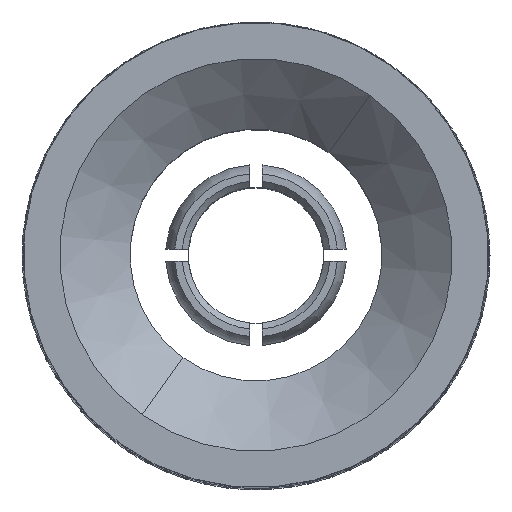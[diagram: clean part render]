
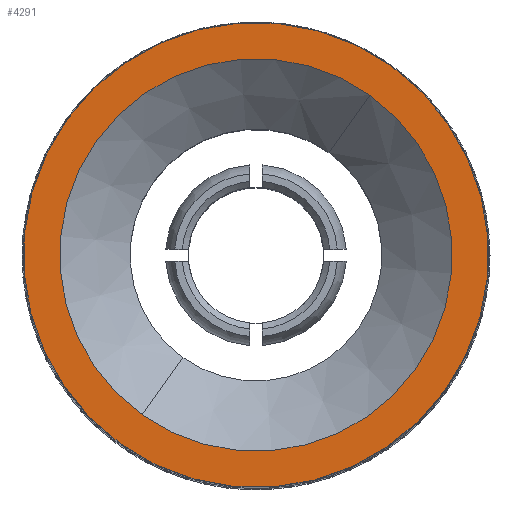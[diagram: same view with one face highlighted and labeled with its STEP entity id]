
A CAD part, top view. The second image highlights one B-rep face of the part: STEP entity #4291.
In plain terms, the highlighted planar face has unit normal (0, 0, 1).
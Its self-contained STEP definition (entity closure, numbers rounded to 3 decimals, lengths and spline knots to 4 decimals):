
#549 = CARTESIAN_POINT ( 'NONE',  ( -0.5042, 2.7527, 23.25 ) ) ;
#1548 = DIRECTION ( 'NONE',  ( 0.58, 0.815, 0. ) ) ;
#4066 = DIRECTION ( 'NONE',  ( 0., 0., 1. ) ) ;
#4291 = ADVANCED_FACE ( 'NONE', ( #5069, #19369 ), #81596, .T. ) ;
#5069 = FACE_BOUND ( 'NONE', #28379, .T. ) ;
#5323 = ORIENTED_EDGE ( 'NONE', *, *, #33441, .T. ) ;
#5811 = AXIS2_PLACEMENT_3D ( 'NONE', #73983, #4066, #35202 ) ;
#11426 = DIRECTION ( 'NONE',  ( 0.58, 0.815, 0. ) ) ;
#12204 = ORIENTED_EDGE ( 'NONE', *, *, #66296, .T. ) ;
#12945 = DIRECTION ( 'NONE',  ( 0., 0., -1. ) ) ;
#19369 = FACE_OUTER_BOUND ( 'NONE', #98423, .T. ) ;
#22464 = DIRECTION ( 'NONE',  ( 0., 0., -1. ) ) ;
#22489 = CARTESIAN_POINT ( 'NONE',  ( -2.3894, 0.1052, 23.25 ) ) ;
#23480 = VERTEX_POINT ( 'NONE', #62894 ) ;
#24920 = AXIS2_PLACEMENT_3D ( 'NONE', #82886, #12945, #11426 ) ;
#28379 = EDGE_LOOP ( 'NONE', ( #5323, #12204 ) ) ;
#31026 = EDGE_CURVE ( 'NONE', #23480, #97666, #34385, .T. ) ;
#32768 = ORIENTED_EDGE ( 'NONE', *, *, #31026, .F. ) ;
#33441 = EDGE_CURVE ( 'NONE', #55080, #73801, #99856, .T. ) ;
#34385 = CIRCLE ( 'NONE', #80038, 3.85 ) ;
#34663 = AXIS2_PLACEMENT_3D ( 'NONE', #62878, #48063, #1548 ) ;
#35202 = DIRECTION ( 'NONE',  ( -0.58, -0.815, 0. ) ) ;
#35947 = AXIS2_PLACEMENT_3D ( 'NONE', #22489, #47474, #92870 ) ;
#47474 = DIRECTION ( 'NONE',  ( 0., 0., -1. ) ) ;
#48063 = DIRECTION ( 'NONE',  ( 0., 0., -1. ) ) ;
#53623 = DIRECTION ( 'NONE',  ( 0.58, 0.815, 0. ) ) ;
#55080 = VERTEX_POINT ( 'NONE', #99105 ) ;
#62495 = CIRCLE ( 'NONE', #34663, 3.25 ) ;
#62878 = CARTESIAN_POINT ( 'NONE',  ( -2.3894, 0.1052, 23.25 ) ) ;
#62894 = CARTESIAN_POINT ( 'NONE',  ( -0.1562, 3.2414, 23.25 ) ) ;
#65309 = ORIENTED_EDGE ( 'NONE', *, *, #81711, .F. ) ;
#66296 = EDGE_CURVE ( 'NONE', #73801, #55080, #62495, .T. ) ;
#73801 = VERTEX_POINT ( 'NONE', #549 ) ;
#73983 = CARTESIAN_POINT ( 'NONE',  ( -0.5042, 2.7527, 23.25 ) ) ;
#75863 = CARTESIAN_POINT ( 'NONE',  ( -4.6225, -3.0309, 23.25 ) ) ;
#78045 = CARTESIAN_POINT ( 'NONE',  ( -2.3894, 0.1052, 23.25 ) ) ;
#79911 = CIRCLE ( 'NONE', #35947, 3.85 ) ;
#80038 = AXIS2_PLACEMENT_3D ( 'NONE', #78045, #22464, #53623 ) ;
#81596 = PLANE ( 'NONE',  #5811 ) ;
#81711 = EDGE_CURVE ( 'NONE', #97666, #23480, #79911, .T. ) ;
#82886 = CARTESIAN_POINT ( 'NONE',  ( -2.3894, 0.1052, 23.25 ) ) ;
#92870 = DIRECTION ( 'NONE',  ( 0.58, 0.815, 0. ) ) ;
#97666 = VERTEX_POINT ( 'NONE', #75863 ) ;
#98423 = EDGE_LOOP ( 'NONE', ( #32768, #65309 ) ) ;
#99105 = CARTESIAN_POINT ( 'NONE',  ( -4.2745, -2.5422, 23.25 ) ) ;
#99856 = CIRCLE ( 'NONE', #24920, 3.25 ) ;
